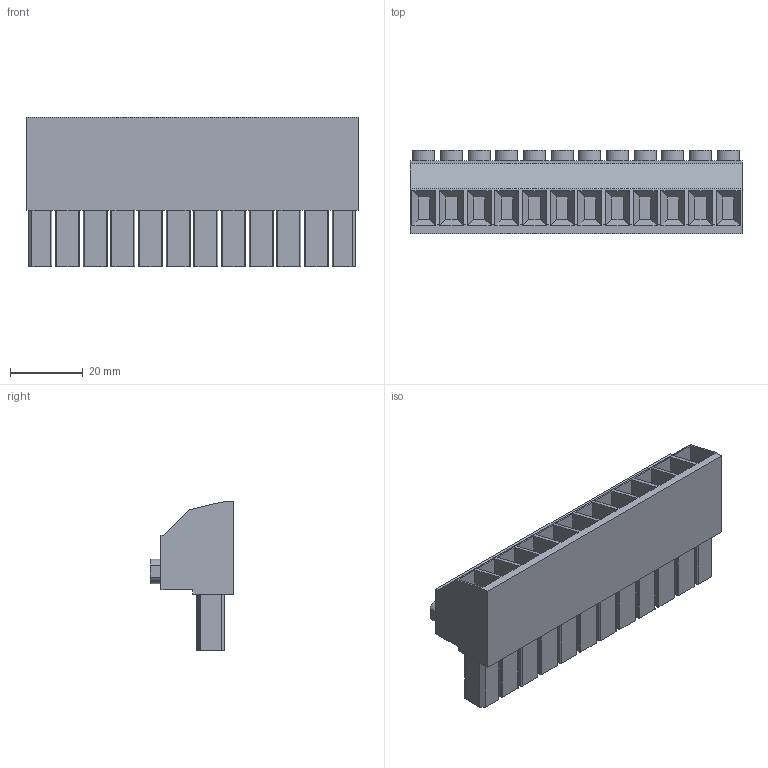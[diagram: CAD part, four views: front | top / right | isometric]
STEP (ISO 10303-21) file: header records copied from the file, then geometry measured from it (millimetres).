
FILE_DESCRIPTION(('CATIA V5 STEP Exchange','CAx-IF Rec.Pracs.--- Model Styling and Organization---1.2---2011-12-15'),'2;1');
FILE_NAME ('D1459344_0_1930040000_1930040000.stp','2018-09-05T13:47:45+00:00',('none'),('Weidmueller'),'CATIA Version 5-6 Release 2014','CATIA V5 STEP AP214','none');
FILE_SCHEMA(('AUTOMOTIVE_DESIGN { 1 0 10303 214 1 1 1 1 }'));
Length unit declared in the file: millimetre
Products named in the file (1): 1930040000
Bounding box: 91.44 x 23.1 x 41.15 mm (x, y, z)
Volume: 43112.9 mm3; surface area: 19373.8 mm2
Topology: 1 solids, 1 shells, 613 faces, 1593 edges, 1030 vertices
Faces by surface type: plane 451, cylinder 162
Entity records: 16896 total; most frequent: ORIENTED_EDGE 3186, CARTESIAN_POINT 3112, DIRECTION 2209, EDGE_CURVE 1593, VECTOR 1149, LINE 1149, VERTEX_POINT 1030, AXIS2_PLACEMENT_3D 693
